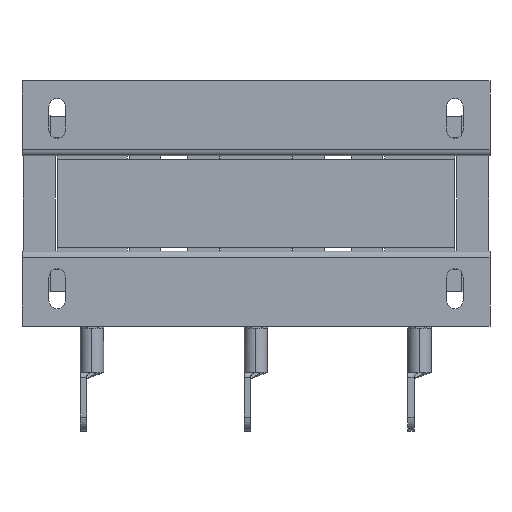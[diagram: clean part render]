
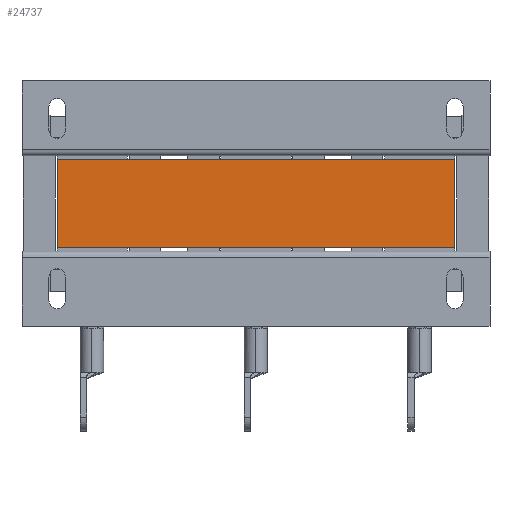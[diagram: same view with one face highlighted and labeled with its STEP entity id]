
A CAD part, front view. The second image highlights one B-rep face of the part: STEP entity #24737.
In plain terms, the highlighted planar face has unit normal (0, -1, 0).
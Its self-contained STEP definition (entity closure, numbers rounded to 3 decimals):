
#106 = VERTEX_POINT ( 'NONE', #10021 ) ;
#1151 = CARTESIAN_POINT ( 'NONE',  ( -85., -15., 37.8 ) ) ;
#2102 = EDGE_CURVE ( 'NONE', #34496, #6011, #17276, .T. ) ;
#4130 = VECTOR ( 'NONE', #18259, 1000. ) ;
#4145 = ORIENTED_EDGE ( 'NONE', *, *, #16301, .F. ) ;
#6011 = VERTEX_POINT ( 'NONE', #9892 ) ;
#7583 = VECTOR ( 'NONE', #20394, 1000. ) ;
#8186 = DIRECTION ( 'NONE',  ( 0., 0., 1. ) ) ;
#8862 = CARTESIAN_POINT ( 'NONE',  ( 85., -15., 37.8 ) ) ;
#9877 = LINE ( 'NONE', #33694, #7583 ) ;
#9892 = CARTESIAN_POINT ( 'NONE',  ( -85., -15., 0. ) ) ;
#10021 = CARTESIAN_POINT ( 'NONE',  ( 85., -15., 37.8 ) ) ;
#14666 = EDGE_LOOP ( 'NONE', ( #29716, #4145, #15759, #28855 ) ) ;
#15196 = EDGE_CURVE ( 'NONE', #34496, #106, #18607, .T. ) ;
#15759 = ORIENTED_EDGE ( 'NONE', *, *, #15196, .F. ) ;
#16253 = FACE_OUTER_BOUND ( 'NONE', #14666, .T. ) ;
#16301 = EDGE_CURVE ( 'NONE', #106, #22059, #22197, .T. ) ;
#16931 = DIRECTION ( 'NONE',  ( 0., 0., -1. ) ) ;
#17276 = LINE ( 'NONE', #1151, #20592 ) ;
#18259 = DIRECTION ( 'NONE',  ( 1., 0., 0. ) ) ;
#18607 = LINE ( 'NONE', #23512, #4130 ) ;
#19464 = CARTESIAN_POINT ( 'NONE',  ( -85., -15., 37.8 ) ) ;
#19774 = EDGE_CURVE ( 'NONE', #6011, #22059, #9877, .T. ) ;
#20394 = DIRECTION ( 'NONE',  ( 1., 0., 0. ) ) ;
#20592 = VECTOR ( 'NONE', #28323, 1000. ) ;
#21856 = DIRECTION ( 'NONE',  ( 0., 1., 0. ) ) ;
#22026 = CARTESIAN_POINT ( 'NONE',  ( -85., -15., 37.8 ) ) ;
#22059 = VERTEX_POINT ( 'NONE', #25544 ) ;
#22197 = LINE ( 'NONE', #8862, #22974 ) ;
#22974 = VECTOR ( 'NONE', #16931, 1000. ) ;
#23512 = CARTESIAN_POINT ( 'NONE',  ( -85., -15., 37.8 ) ) ;
#24737 = ADVANCED_FACE ( 'NONE', ( #16253 ), #29574, .F. ) ;
#25544 = CARTESIAN_POINT ( 'NONE',  ( 85., -15., 0. ) ) ;
#26101 = AXIS2_PLACEMENT_3D ( 'NONE', #22026, #21856, #8186 ) ;
#28323 = DIRECTION ( 'NONE',  ( 0., 0., -1. ) ) ;
#28855 = ORIENTED_EDGE ( 'NONE', *, *, #2102, .T. ) ;
#29574 = PLANE ( 'NONE',  #26101 ) ;
#29716 = ORIENTED_EDGE ( 'NONE', *, *, #19774, .T. ) ;
#33694 = CARTESIAN_POINT ( 'NONE',  ( -85., -15., 0. ) ) ;
#34496 = VERTEX_POINT ( 'NONE', #19464 ) ;
